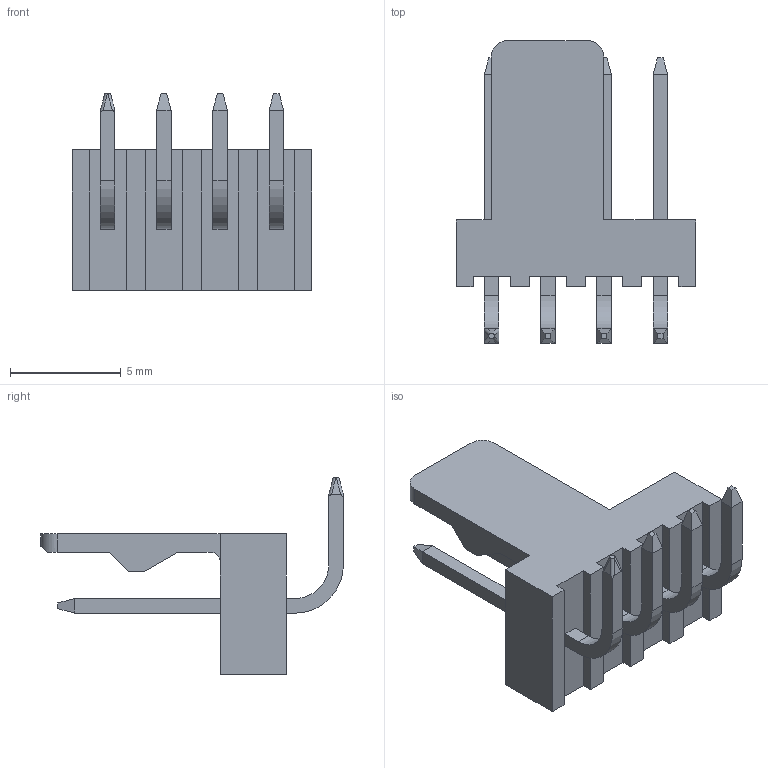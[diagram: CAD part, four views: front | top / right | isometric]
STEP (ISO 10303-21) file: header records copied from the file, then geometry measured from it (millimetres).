
FILE_DESCRIPTION(/* description */ (''),/* implementation_level */ '2;1');
FILE_NAME(/* name */ 'fan_header_90deg.step',/* time_stamp */ '2024-03-28T23:31:23Z',/* author */ (''),/* organization */ (''),/* preprocessor_version */ 'ST-DEVELOPER v20',/* originating_system */ 'Autodesk Translation Framework v12.20.1.177',/* authorisation */ '');
FILE_SCHEMA (('AUTOMOTIVE_DESIGN { 1 0 10303 214 3 1 1 }'));
Length unit declared in the file: millimetre
Products named in the file (1): fan_header_90deg
Bounding box: 10.81 x 13.68 x 8.89 mm (x, y, z)
Volume: 253.9 mm3; surface area: 561.8 mm2
Topology: 5 solids, 5 shells, 126 faces, 320 edges, 204 vertices
Faces by surface type: plane 111, cylinder 15
Entity records: 3775 total; most frequent: CARTESIAN_POINT 651, ORIENTED_EDGE 640, DIRECTION 610, EDGE_CURVE 320, LINE 284, VECTOR 284, VERTEX_POINT 204, AXIS2_PLACEMENT_3D 163
